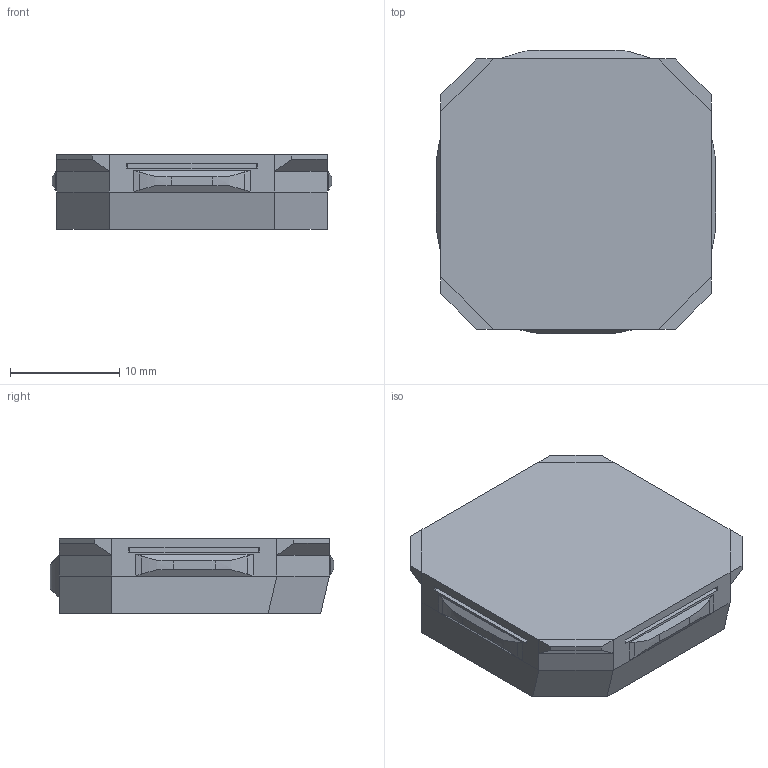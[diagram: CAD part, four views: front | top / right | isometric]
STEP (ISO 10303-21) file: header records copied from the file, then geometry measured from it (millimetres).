
FILE_DESCRIPTION(('HOOPS Exchange Step'),'2;1');
FILE_NAME('temp_export','2025-03-02T22:00:44+01:00',('ddanier'),('Shapr3D Limited'),'HOOPS Exchange 2024.8','Shapr3D','Authorized');
FILE_SCHEMA( ('AP242_MANAGED_MODEL_BASED_3D_ENGINEERING_MIM_LF {1 0 10303 442 1 1 4}') );
Length unit declared in the file: millimetre
Products named in the file (4): Side Holders; Snap; Inner; openGrid Bare Directional Snap
Assembly tree (3 placements, depth 2):
  openGrid Bare Directional Snap
    Side Holders
    Snap
    Inner
Bounding box: 25.6 x 26 x 6.8 mm (x, y, z)
Volume: 3754.1 mm3; surface area: 3684.7 mm2
Topology: 10 solids, 10 shells, 132 faces, 333 edges, 222 vertices
Faces by surface type: plane 100, cylinder 20, bspline 12
Entity records: 4429 total; most frequent: CARTESIAN_POINT 1157, ORIENTED_EDGE 666, DIRECTION 617, EDGE_CURVE 333, VECTOR 257, LINE 257, VERTEX_POINT 222, AXIS2_PLACEMENT_3D 180
